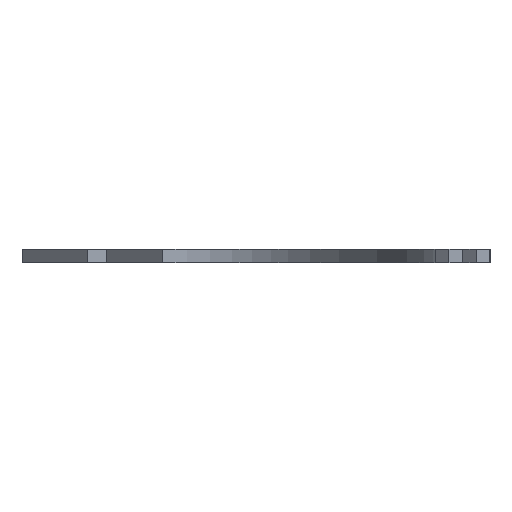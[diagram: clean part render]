
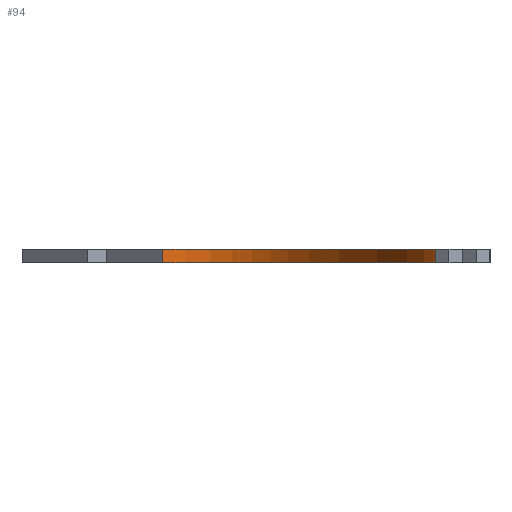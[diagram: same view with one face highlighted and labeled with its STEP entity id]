
A CAD part, left-side view. The second image highlights one B-rep face of the part: STEP entity #94.
In plain terms, the highlighted free-form (B-spline) face has degree [3, 1] with [6, 2] control points.
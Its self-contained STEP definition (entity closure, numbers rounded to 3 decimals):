
#5 = B_SPLINE_SURFACE_WITH_KNOTS ( 'NONE', 3, 1, ( 
 ( #657, #669 ),
 ( #655, #639 ),
 ( #663, #667 ),
 ( #637, #662 ),
 ( #647, #636 ),
 ( #623, #648 ) ),
 .UNSPECIFIED., .F., .F., .F.,
 ( 4, 1, 1, 4 ),
 ( 2, 2 ),
 ( 0., 0.356, 0.532, 1. ),
 ( 0., 1. ),
 .UNSPECIFIED. ) ;
#14 = LINE ( 'NONE', #616, #275 ) ;
#17 = LINE ( 'NONE', #603, #285 ) ;
#46 = CARTESIAN_POINT ( 'NONE',  ( -41.057, 17.203, 0. ) ) ;
#50 = CARTESIAN_POINT ( 'NONE',  ( -41.057, 17.203, 10. ) ) ;
#56 = CARTESIAN_POINT ( 'NONE',  ( -356.64, -119.331, 0. ) ) ;
#61 = CARTESIAN_POINT ( 'NONE',  ( -108.652, -44.255, 10. ) ) ;
#64 = CARTESIAN_POINT ( 'NONE',  ( -244.871, -125.22, 10. ) ) ;
#69 = CARTESIAN_POINT ( 'NONE',  ( -427.108, -118.032, 0. ) ) ;
#72 = CARTESIAN_POINT ( 'NONE',  ( -108.652, -44.255, 0. ) ) ;
#73 = CARTESIAN_POINT ( 'NONE',  ( -49.271, 81.277, 0. ) ) ;
#74 = CARTESIAN_POINT ( 'NONE',  ( -244.871, -125.22, 0. ) ) ;
#77 = CARTESIAN_POINT ( 'NONE',  ( -356.64, -119.331, 10. ) ) ;
#80 = CARTESIAN_POINT ( 'NONE',  ( -427.108, -118.032, 10. ) ) ;
#81 = CARTESIAN_POINT ( 'NONE',  ( -49.271, 81.277, 10. ) ) ;
#94 = ADVANCED_FACE ( 'NONE', ( #211 ), #5, .F. ) ;
#163 = ORIENTED_EDGE ( 'NONE', *, *, #719, .T. ) ;
#166 = ORIENTED_EDGE ( 'NONE', *, *, #687, .T. ) ;
#199 = ORIENTED_EDGE ( 'NONE', *, *, #688, .F. ) ;
#209 = ORIENTED_EDGE ( 'NONE', *, *, #721, .F. ) ;
#211 = FACE_OUTER_BOUND ( 'NONE', #381, .T. ) ;
#275 = VECTOR ( 'NONE', #609, 1000. ) ;
#285 = VECTOR ( 'NONE', #568, 1000. ) ;
#357 = VERTEX_POINT ( 'NONE', #563 ) ;
#365 = VERTEX_POINT ( 'NONE', #558 ) ;
#377 = VERTEX_POINT ( 'NONE', #606 ) ;
#378 = VERTEX_POINT ( 'NONE', #452 ) ;
#381 = EDGE_LOOP ( 'NONE', ( #163, #199, #209, #166 ) ) ;
#452 = CARTESIAN_POINT ( 'NONE',  ( -49.271, 81.277, 10. ) ) ;
#558 = CARTESIAN_POINT ( 'NONE',  ( -49.271, 81.277, 0. ) ) ;
#563 = CARTESIAN_POINT ( 'NONE',  ( -427.108, -118.032, 0. ) ) ;
#568 = DIRECTION ( 'NONE',  ( 0., 0., -1. ) ) ;
#603 = CARTESIAN_POINT ( 'NONE',  ( -427.108, -118.032, 10. ) ) ;
#606 = CARTESIAN_POINT ( 'NONE',  ( -427.108, -118.032, 10. ) ) ;
#609 = DIRECTION ( 'NONE',  ( 0., 0., -1. ) ) ;
#616 = CARTESIAN_POINT ( 'NONE',  ( -49.271, 81.277, 10. ) ) ;
#623 = CARTESIAN_POINT ( 'NONE',  ( -427.108, -118.032, 10. ) ) ;
#636 = CARTESIAN_POINT ( 'NONE',  ( -356.64, -119.331, 0. ) ) ;
#637 = CARTESIAN_POINT ( 'NONE',  ( -244.871, -125.22, 10. ) ) ;
#639 = CARTESIAN_POINT ( 'NONE',  ( -41.057, 17.203, 0. ) ) ;
#647 = CARTESIAN_POINT ( 'NONE',  ( -356.64, -119.331, 10. ) ) ;
#648 = CARTESIAN_POINT ( 'NONE',  ( -427.108, -118.032, 0. ) ) ;
#655 = CARTESIAN_POINT ( 'NONE',  ( -41.057, 17.203, 10. ) ) ;
#657 = CARTESIAN_POINT ( 'NONE',  ( -49.271, 81.277, 10. ) ) ;
#662 = CARTESIAN_POINT ( 'NONE',  ( -244.871, -125.22, 0. ) ) ;
#663 = CARTESIAN_POINT ( 'NONE',  ( -108.652, -44.255, 10. ) ) ;
#667 = CARTESIAN_POINT ( 'NONE',  ( -108.652, -44.255, 0. ) ) ;
#669 = CARTESIAN_POINT ( 'NONE',  ( -49.271, 81.277, 0. ) ) ;
#687 = EDGE_CURVE ( 'NONE', #378, #365, #14, .T. ) ;
#688 = EDGE_CURVE ( 'NONE', #377, #357, #17, .T. ) ;
#719 = EDGE_CURVE ( 'NONE', #365, #357, #753, .T. ) ;
#721 = EDGE_CURVE ( 'NONE', #378, #377, #754, .T. ) ;
#753 = B_SPLINE_CURVE_WITH_KNOTS ( 'NONE', 3,
 ( #73, #46, #72, #74, #56, #69 ),
 .UNSPECIFIED., .F., .F.,
 ( 4, 1, 1, 4 ),
 ( 0., 0.356, 0.532, 1. ),
 .UNSPECIFIED. ) ;
#754 = B_SPLINE_CURVE_WITH_KNOTS ( 'NONE', 3,
 ( #81, #50, #61, #64, #77, #80 ),
 .UNSPECIFIED., .F., .F.,
 ( 4, 1, 1, 4 ),
 ( 0., 0.356, 0.532, 1. ),
 .UNSPECIFIED. ) ;
